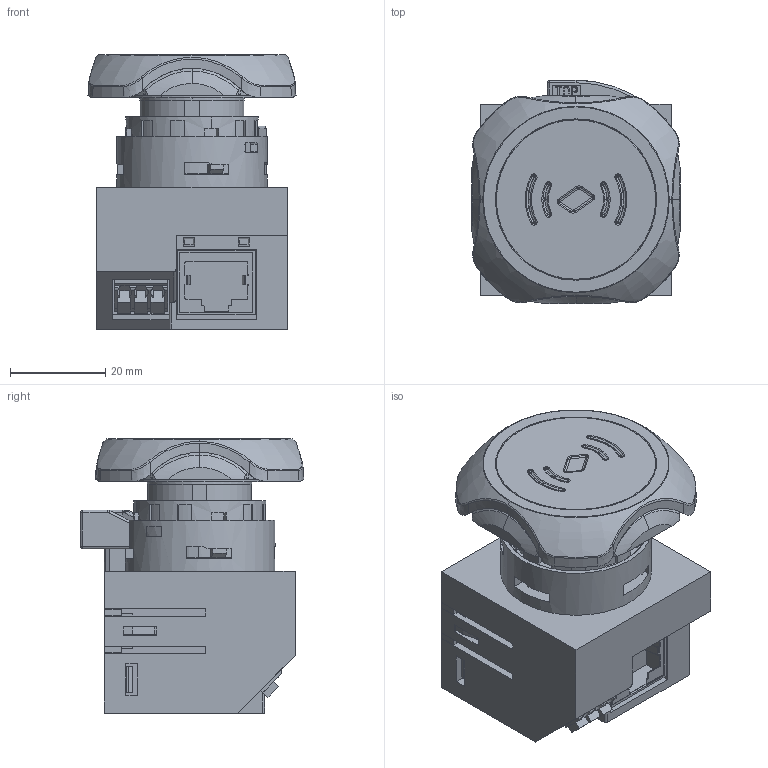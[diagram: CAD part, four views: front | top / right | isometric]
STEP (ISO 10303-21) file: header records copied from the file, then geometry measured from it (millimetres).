
FILE_DESCRIPTION (( 'STEP AP203' ), '1' );
FILE_NAME ('KW2D-R100Q4E.STEP', '2020-10-28T07:21:34', ( '' ), ( '' ), 'SwSTEP 2.0', 'SolidWorks 2019', '' );
FILE_SCHEMA (( 'CONFIG_CONTROL_DESIGN' ));
Length unit declared in the file: millimetre
Products named in the file (5): KW2D-BACK-BASE_蹬怮椔; HW-LOCK-LEVER_蹬怮椔; KW2D-R_蹬怮椔; CW-LOCK-NUT_蹬怮椔; KW2D-R100Q4E
Assembly tree (4 placements, depth 2):
  KW2D-R100Q4E
    KW2D-BACK-BASE_蹬怮椔
    HW-LOCK-LEVER_蹬怮椔
    KW2D-R_蹬怮椔
    CW-LOCK-NUT_蹬怮椔
Bounding box: 43.6 x 46.8 x 57.5 mm (x, y, z)
Volume: 65412.2 mm3; surface area: 29460.1 mm2
Topology: 4 solids, 17 shells, 1763 faces, 5016 edges, 3255 vertices
Faces by surface type: plane 950, cylinder 349, bspline 201, cone 128, torus 119, sphere 16
Entity records: 69240 total; most frequent: CARTESIAN_POINT 24818, ORIENTED_EDGE 9982, DIRECTION 8157, EDGE_CURVE 4991, VERTEX_POINT 3246, VECTOR 2721, LINE 2721, AXIS2_PLACEMENT_3D 2718
